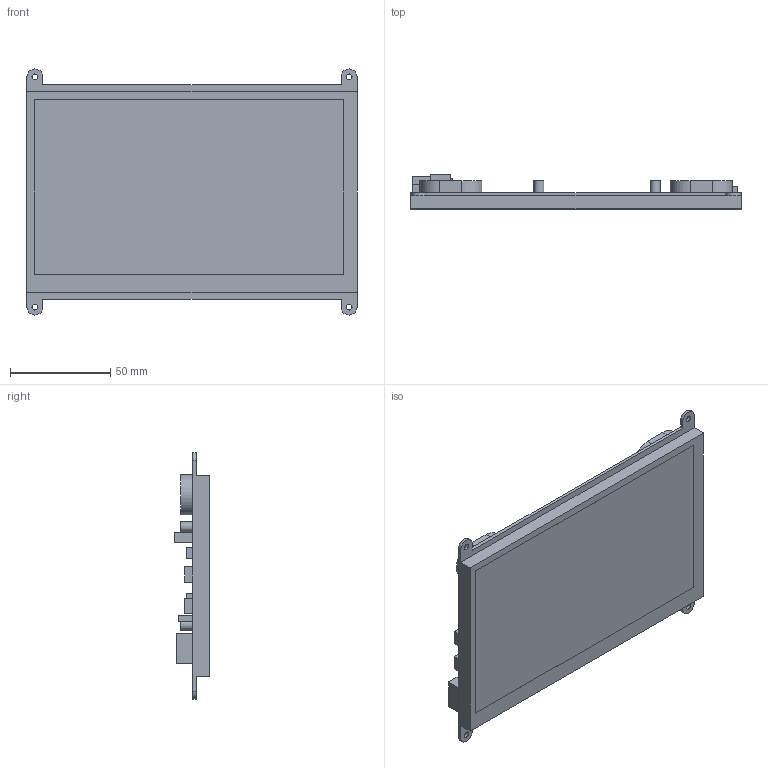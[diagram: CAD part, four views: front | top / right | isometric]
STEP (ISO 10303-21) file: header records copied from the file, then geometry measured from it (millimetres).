
FILE_DESCRIPTION(/* description */ (''),/* implementation_level */ '2;1');
FILE_NAME(/* name */ 'EVICIV 7in Display.step',/* time_stamp */ '2020-09-14T14:48:30-07:00',/* author */ (''),/* organization */ (''),/* preprocessor_version */ 'ST-DEVELOPER v18.1',/* originating_system */ 'Autodesk Translation Framework v9.3.0.1241',/* authorisation */ '');
FILE_SCHEMA (('AUTOMOTIVE_DESIGN { 1 0 10303 214 3 1 1 }'));
Length unit declared in the file: millimetre
Products named in the file (1): EVICIV 7in Display
Bounding box: 165 x 17.18 x 123 mm (x, y, z)
Volume: 146984.3 mm3; surface area: 43348.3 mm2
Topology: 1 solids, 1 shells, 108 faces, 252 edges, 168 vertices
Faces by surface type: plane 88, cylinder 20
Full cylindrical faces by diameter (mm): 2.5 x4, 3 x4, 5 x4
Entity records: 3210 total; most frequent: CARTESIAN_POINT 529, DIRECTION 510, ORIENTED_EDGE 504, EDGE_CURVE 252, LINE 212, VECTOR 212, VERTEX_POINT 168, AXIS2_PLACEMENT_3D 149
